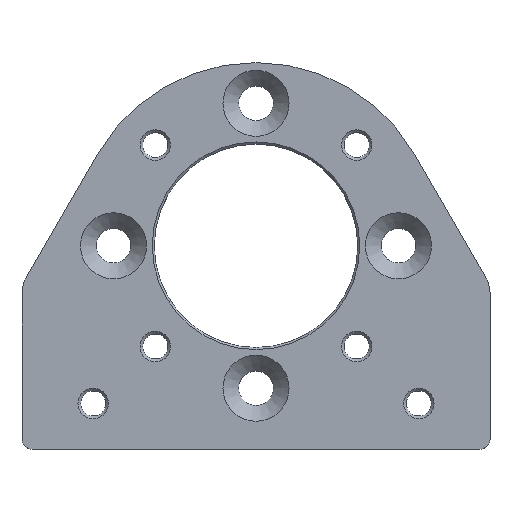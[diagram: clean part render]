
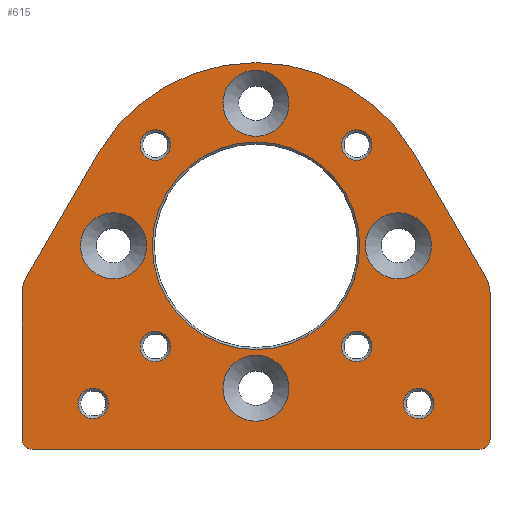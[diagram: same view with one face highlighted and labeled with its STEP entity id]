
A CAD part, top view. The second image highlights one B-rep face of the part: STEP entity #615.
In plain terms, the highlighted planar face has unit normal (0, 0, 1).
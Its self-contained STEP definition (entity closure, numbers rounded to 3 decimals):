
#43=PLANE('',#679);
#49=LINE('',#969,#69);
#53=LINE('',#981,#73);
#57=LINE('',#993,#77);
#61=LINE('',#1005,#81);
#64=LINE('',#1014,#84);
#69=VECTOR('',#764,1000.);
#73=VECTOR('',#776,1000.);
#77=VECTOR('',#788,1000.);
#81=VECTOR('',#800,1000.);
#84=VECTOR('',#811,1000.);
#125=ORIENTED_EDGE('',*,*,#255,.F.);
#126=ORIENTED_EDGE('',*,*,#256,.T.);
#127=ORIENTED_EDGE('',*,*,#257,.T.);
#128=ORIENTED_EDGE('',*,*,#258,.T.);
#129=ORIENTED_EDGE('',*,*,#259,.T.);
#130=ORIENTED_EDGE('',*,*,#260,.T.);
#131=ORIENTED_EDGE('',*,*,#261,.T.);
#132=ORIENTED_EDGE('',*,*,#262,.T.);
#133=ORIENTED_EDGE('',*,*,#263,.T.);
#134=ORIENTED_EDGE('',*,*,#264,.F.);
#135=ORIENTED_EDGE('',*,*,#265,.F.);
#136=ORIENTED_EDGE('',*,*,#227,.T.);
#137=ORIENTED_EDGE('',*,*,#231,.T.);
#138=ORIENTED_EDGE('',*,*,#234,.T.);
#139=ORIENTED_EDGE('',*,*,#237,.T.);
#140=ORIENTED_EDGE('',*,*,#240,.T.);
#141=ORIENTED_EDGE('',*,*,#243,.T.);
#142=ORIENTED_EDGE('',*,*,#246,.T.);
#143=ORIENTED_EDGE('',*,*,#249,.T.);
#144=ORIENTED_EDGE('',*,*,#252,.T.);
#145=ORIENTED_EDGE('',*,*,#254,.T.);
#227=EDGE_CURVE('',#298,#297,#356,.T.);
#231=EDGE_CURVE('',#297,#300,#49,.T.);
#234=EDGE_CURVE('',#300,#302,#358,.T.);
#237=EDGE_CURVE('',#302,#304,#53,.T.);
#240=EDGE_CURVE('',#304,#306,#360,.T.);
#243=EDGE_CURVE('',#306,#308,#57,.T.);
#246=EDGE_CURVE('',#308,#310,#362,.T.);
#249=EDGE_CURVE('',#310,#312,#61,.T.);
#252=EDGE_CURVE('',#312,#314,#364,.T.);
#254=EDGE_CURVE('',#314,#298,#64,.T.);
#255=EDGE_CURVE('',#315,#315,#365,.T.);
#256=EDGE_CURVE('',#316,#316,#366,.T.);
#257=EDGE_CURVE('',#317,#317,#367,.T.);
#258=EDGE_CURVE('',#318,#318,#368,.T.);
#259=EDGE_CURVE('',#319,#319,#369,.T.);
#260=EDGE_CURVE('',#320,#320,#370,.T.);
#261=EDGE_CURVE('',#321,#321,#371,.T.);
#262=EDGE_CURVE('',#322,#322,#372,.T.);
#263=EDGE_CURVE('',#323,#323,#373,.T.);
#264=EDGE_CURVE('',#324,#324,#374,.T.);
#265=EDGE_CURVE('',#325,#325,#375,.T.);
#297=VERTEX_POINT('',#960);
#298=VERTEX_POINT('',#962);
#300=VERTEX_POINT('',#968);
#302=VERTEX_POINT('',#974);
#304=VERTEX_POINT('',#980);
#306=VERTEX_POINT('',#986);
#308=VERTEX_POINT('',#992);
#310=VERTEX_POINT('',#998);
#312=VERTEX_POINT('',#1004);
#314=VERTEX_POINT('',#1010);
#315=VERTEX_POINT('',#1017);
#316=VERTEX_POINT('',#1019);
#317=VERTEX_POINT('',#1021);
#318=VERTEX_POINT('',#1023);
#319=VERTEX_POINT('',#1025);
#320=VERTEX_POINT('',#1027);
#321=VERTEX_POINT('',#1029);
#322=VERTEX_POINT('',#1031);
#323=VERTEX_POINT('',#1033);
#324=VERTEX_POINT('',#1035);
#325=VERTEX_POINT('',#1037);
#356=CIRCLE('',#661,3.);
#358=CIRCLE('',#665,1.);
#360=CIRCLE('',#669,1.);
#362=CIRCLE('',#673,3.);
#364=CIRCLE('',#677,18.);
#365=CIRCLE('',#680,10.2);
#366=CIRCLE('',#681,1.5);
#367=CIRCLE('',#682,1.5);
#368=CIRCLE('',#683,1.5);
#369=CIRCLE('',#684,1.5);
#370=CIRCLE('',#685,3.25);
#371=CIRCLE('',#686,3.25);
#372=CIRCLE('',#687,3.25);
#373=CIRCLE('',#688,3.25);
#374=CIRCLE('',#689,1.5);
#375=CIRCLE('',#690,1.5);
#415=EDGE_LOOP('',(#125));
#416=EDGE_LOOP('',(#126));
#417=EDGE_LOOP('',(#127));
#418=EDGE_LOOP('',(#128));
#419=EDGE_LOOP('',(#129));
#420=EDGE_LOOP('',(#130));
#421=EDGE_LOOP('',(#131));
#422=EDGE_LOOP('',(#132));
#423=EDGE_LOOP('',(#133));
#424=EDGE_LOOP('',(#134));
#425=EDGE_LOOP('',(#135));
#426=EDGE_LOOP('',(#136,#137,#138,#139,#140,#141,#142,#143,#144,#145));
#507=FACE_BOUND('',#415,.T.);
#508=FACE_BOUND('',#416,.T.);
#509=FACE_BOUND('',#417,.T.);
#510=FACE_BOUND('',#418,.T.);
#511=FACE_BOUND('',#419,.T.);
#512=FACE_BOUND('',#420,.T.);
#513=FACE_BOUND('',#421,.T.);
#514=FACE_BOUND('',#422,.T.);
#515=FACE_BOUND('',#423,.T.);
#516=FACE_BOUND('',#424,.T.);
#517=FACE_BOUND('',#425,.T.);
#518=FACE_BOUND('',#426,.T.);
#615=ADVANCED_FACE('',(#507,#508,#509,#510,#511,#512,#513,#514,#515,#516,
#517,#518),#43,.T.);
#661=AXIS2_PLACEMENT_3D('',#961,#757,#758);
#665=AXIS2_PLACEMENT_3D('',#975,#770,#771);
#669=AXIS2_PLACEMENT_3D('',#987,#782,#783);
#673=AXIS2_PLACEMENT_3D('',#999,#794,#795);
#677=AXIS2_PLACEMENT_3D('',#1011,#806,#807);
#679=AXIS2_PLACEMENT_3D('',#1015,#812,#813);
#680=AXIS2_PLACEMENT_3D('',#1016,#814,#815);
#681=AXIS2_PLACEMENT_3D('',#1018,#816,#817);
#682=AXIS2_PLACEMENT_3D('',#1020,#818,#819);
#683=AXIS2_PLACEMENT_3D('',#1022,#820,#821);
#684=AXIS2_PLACEMENT_3D('',#1024,#822,#823);
#685=AXIS2_PLACEMENT_3D('',#1026,#824,#825);
#686=AXIS2_PLACEMENT_3D('',#1028,#826,#827);
#687=AXIS2_PLACEMENT_3D('',#1030,#828,#829);
#688=AXIS2_PLACEMENT_3D('',#1032,#830,#831);
#689=AXIS2_PLACEMENT_3D('',#1034,#832,#833);
#690=AXIS2_PLACEMENT_3D('',#1036,#834,#835);
#757=DIRECTION('',(0.,0.,1.));
#758=DIRECTION('',(1.,0.,0.));
#764=DIRECTION('',(0.,-1.,0.));
#770=DIRECTION('',(0.,0.,1.));
#771=DIRECTION('',(1.,0.,0.));
#776=DIRECTION('',(1.,0.,0.));
#782=DIRECTION('',(0.,0.,1.));
#783=DIRECTION('',(1.,0.,0.));
#788=DIRECTION('',(0.,1.,0.));
#794=DIRECTION('',(0.,0.,1.));
#795=DIRECTION('',(1.,0.,0.));
#800=DIRECTION('',(-0.5,0.866,0.));
#806=DIRECTION('',(0.,0.,1.));
#807=DIRECTION('',(1.,0.,0.));
#811=DIRECTION('',(-0.5,-0.866,0.));
#812=DIRECTION('',(0.,0.,1.));
#813=DIRECTION('',(1.,0.,0.));
#814=DIRECTION('',(0.,0.,1.));
#815=DIRECTION('',(1.,0.,0.));
#816=DIRECTION('',(0.,0.,-1.));
#817=DIRECTION('',(-1.,0.,0.));
#818=DIRECTION('',(0.,0.,-1.));
#819=DIRECTION('',(-1.,0.,0.));
#820=DIRECTION('',(0.,0.,-1.));
#821=DIRECTION('',(-1.,0.,0.));
#822=DIRECTION('',(0.,0.,-1.));
#823=DIRECTION('',(-1.,0.,0.));
#824=DIRECTION('',(0.,0.,-1.));
#825=DIRECTION('',(-1.,0.,0.));
#826=DIRECTION('',(0.,0.,-1.));
#827=DIRECTION('',(-1.,0.,0.));
#828=DIRECTION('',(0.,0.,-1.));
#829=DIRECTION('',(-1.,0.,0.));
#830=DIRECTION('',(0.,0.,-1.));
#831=DIRECTION('',(-1.,0.,0.));
#832=DIRECTION('',(0.,0.,1.));
#833=DIRECTION('',(1.,0.,0.));
#834=DIRECTION('',(0.,0.,1.));
#835=DIRECTION('',(1.,0.,0.));
#960=CARTESIAN_POINT('',(-23.,-4.641,7.));
#961=CARTESIAN_POINT('',(-20.,-4.641,7.));
#962=CARTESIAN_POINT('',(-22.598,-3.141,7.));
#968=CARTESIAN_POINT('',(-23.,-19.,7.));
#969=CARTESIAN_POINT('',(-23.,-4.641,7.));
#974=CARTESIAN_POINT('',(-22.,-20.,7.));
#975=CARTESIAN_POINT('',(-22.,-19.,7.));
#980=CARTESIAN_POINT('',(22.,-20.,7.));
#981=CARTESIAN_POINT('',(-22.,-20.,7.));
#986=CARTESIAN_POINT('',(23.,-19.,7.));
#987=CARTESIAN_POINT('',(22.,-19.,7.));
#992=CARTESIAN_POINT('',(23.,-4.641,7.));
#993=CARTESIAN_POINT('',(23.,-19.,7.));
#998=CARTESIAN_POINT('',(22.598,-3.141,7.));
#999=CARTESIAN_POINT('',(20.,-4.641,7.));
#1004=CARTESIAN_POINT('',(15.588,9.,7.));
#1005=CARTESIAN_POINT('',(22.598,-3.141,7.));
#1010=CARTESIAN_POINT('',(-15.588,9.,7.));
#1011=CARTESIAN_POINT('',(0.,0.,7.));
#1014=CARTESIAN_POINT('',(-15.588,9.,7.));
#1015=CARTESIAN_POINT('',(-20.,-4.641,7.));
#1016=CARTESIAN_POINT('',(0.,0.,7.));
#1017=CARTESIAN_POINT('',(10.2,0.,7.));
#1018=CARTESIAN_POINT('',(9.899,-9.899,7.));
#1019=CARTESIAN_POINT('',(8.399,-9.899,7.));
#1020=CARTESIAN_POINT('',(-9.899,9.899,7.));
#1021=CARTESIAN_POINT('',(-11.399,9.899,7.));
#1022=CARTESIAN_POINT('',(-9.899,-9.899,7.));
#1023=CARTESIAN_POINT('',(-11.399,-9.899,7.));
#1024=CARTESIAN_POINT('',(9.899,9.899,7.));
#1025=CARTESIAN_POINT('',(8.399,9.899,7.));
#1026=CARTESIAN_POINT('',(14.,0.,7.));
#1027=CARTESIAN_POINT('',(10.75,0.,7.));
#1028=CARTESIAN_POINT('',(-14.,0.,7.));
#1029=CARTESIAN_POINT('',(-17.25,0.,7.));
#1030=CARTESIAN_POINT('',(0.,-14.,7.));
#1031=CARTESIAN_POINT('',(-3.25,-14.,7.));
#1032=CARTESIAN_POINT('',(0.,14.,7.));
#1033=CARTESIAN_POINT('',(-3.25,14.,7.));
#1034=CARTESIAN_POINT('',(16.,-15.5,7.));
#1035=CARTESIAN_POINT('',(17.5,-15.5,7.));
#1036=CARTESIAN_POINT('',(-16.,-15.5,7.));
#1037=CARTESIAN_POINT('',(-14.5,-15.5,7.));
